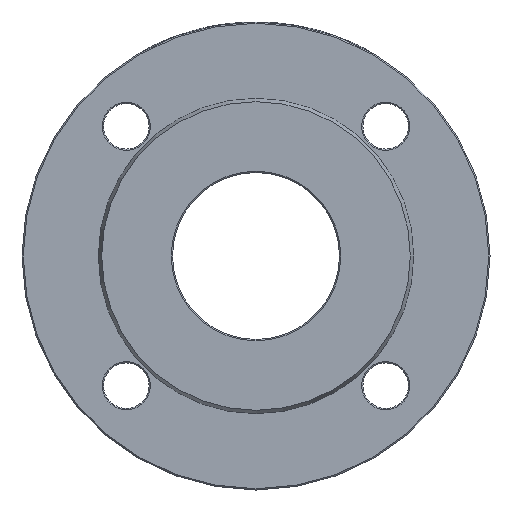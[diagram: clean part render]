
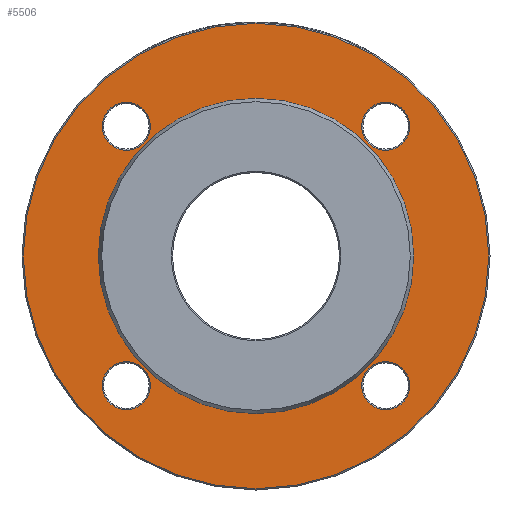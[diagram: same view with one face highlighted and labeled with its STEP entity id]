
A CAD part, left-side view. The second image highlights one B-rep face of the part: STEP entity #5506.
In plain terms, the highlighted planar face has unit normal (-1, 0, 0).
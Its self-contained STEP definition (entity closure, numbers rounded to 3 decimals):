
#5 = CIRCLE ( 'NONE', #5540, 92. ) ;
#14 = DIRECTION ( 'NONE',  ( 1., 0., 0. ) ) ;
#34 = VERTEX_POINT ( 'NONE', #2531 ) ;
#115 = AXIS2_PLACEMENT_3D ( 'NONE', #3197, #2663, #898 ) ;
#278 = DIRECTION ( 'NONE',  ( 1., 0., 0. ) ) ;
#310 = EDGE_CURVE ( 'NONE', #5260, #5260, #3697, .T. ) ;
#376 = EDGE_LOOP ( 'NONE', ( #4979 ) ) ;
#390 = CARTESIAN_POINT ( 'NONE',  ( 3., 0., 0. ) ) ;
#410 = DIRECTION ( 'NONE',  ( 1., 0., 0. ) ) ;
#485 = CIRCLE ( 'NONE', #115, 9.5 ) ;
#543 = EDGE_CURVE ( 'NONE', #651, #651, #485, .T. ) ;
#552 = CIRCLE ( 'NONE', #2727, 9.5 ) ;
#612 = CARTESIAN_POINT ( 'NONE',  ( 3., 60.765, 51.265 ) ) ;
#651 = VERTEX_POINT ( 'NONE', #2454 ) ;
#821 = DIRECTION ( 'NONE',  ( 0., 1., 0. ) ) ;
#862 = FACE_BOUND ( 'NONE', #2152, .T. ) ;
#898 = DIRECTION ( 'NONE',  ( 0., 0., -1. ) ) ;
#1209 = CARTESIAN_POINT ( 'NONE',  ( 3., -51.265, 51.265 ) ) ;
#1435 = FACE_BOUND ( 'NONE', #6133, .T. ) ;
#1518 = EDGE_CURVE ( 'NONE', #34, #34, #552, .T. ) ;
#1617 = EDGE_LOOP ( 'NONE', ( #5919 ) ) ;
#1680 = EDGE_CURVE ( 'NONE', #5944, #5944, #5, .T. ) ;
#1762 = CIRCLE ( 'NONE', #3101, 9.5 ) ;
#1808 = VERTEX_POINT ( 'NONE', #7101 ) ;
#1979 = DIRECTION ( 'NONE',  ( 1., 0., 0. ) ) ;
#2152 = EDGE_LOOP ( 'NONE', ( #3934 ) ) ;
#2364 = ORIENTED_EDGE ( 'NONE', *, *, #310, .T. ) ;
#2399 = DIRECTION ( 'NONE',  ( 0., 0., 1. ) ) ;
#2454 = CARTESIAN_POINT ( 'NONE',  ( 3., 51.265, -60.765 ) ) ;
#2472 = EDGE_CURVE ( 'NONE', #7061, #7061, #1762, .T. ) ;
#2531 = CARTESIAN_POINT ( 'NONE',  ( 3., -51.265, 60.765 ) ) ;
#2663 = DIRECTION ( 'NONE',  ( 1., 0., 0. ) ) ;
#2727 = AXIS2_PLACEMENT_3D ( 'NONE', #1209, #14, #2399 ) ;
#2732 = DIRECTION ( 'NONE',  ( 0., 0., -1. ) ) ;
#3101 = AXIS2_PLACEMENT_3D ( 'NONE', #6538, #1979, #821 ) ;
#3193 = PLANE ( 'NONE',  #4575 ) ;
#3197 = CARTESIAN_POINT ( 'NONE',  ( 3., 51.265, -51.265 ) ) ;
#3322 = CARTESIAN_POINT ( 'NONE',  ( 3., -51.265, -51.265 ) ) ;
#3697 = CIRCLE ( 'NONE', #6732, 9.5 ) ;
#3830 = FACE_BOUND ( 'NONE', #4517, .T. ) ;
#3934 = ORIENTED_EDGE ( 'NONE', *, *, #543, .T. ) ;
#4365 = DIRECTION ( 'NONE',  ( 0., 0., -1. ) ) ;
#4412 = DIRECTION ( 'NONE',  ( 0., 0., 1. ) ) ;
#4487 = EDGE_CURVE ( 'NONE', #1808, #1808, #4964, .T. ) ;
#4517 = EDGE_LOOP ( 'NONE', ( #2364 ) ) ;
#4575 = AXIS2_PLACEMENT_3D ( 'NONE', #6004, #278, #4365 ) ;
#4962 = ORIENTED_EDGE ( 'NONE', *, *, #2472, .T. ) ;
#4964 = CIRCLE ( 'NONE', #5335, 62.336 ) ;
#4979 = ORIENTED_EDGE ( 'NONE', *, *, #1680, .T. ) ;
#5260 = VERTEX_POINT ( 'NONE', #5870 ) ;
#5297 = CARTESIAN_POINT ( 'NONE',  ( 3., 0., -92. ) ) ;
#5335 = AXIS2_PLACEMENT_3D ( 'NONE', #5444, #7244, #4412 ) ;
#5435 = FACE_OUTER_BOUND ( 'NONE', #376, .T. ) ;
#5444 = CARTESIAN_POINT ( 'NONE',  ( 3., 0., 0. ) ) ;
#5506 = ADVANCED_FACE ( 'NONE', ( #3830, #1435, #6080, #862, #5435, #6117 ), #3193, .F. ) ;
#5540 = AXIS2_PLACEMENT_3D ( 'NONE', #390, #5731, #2732 ) ;
#5731 = DIRECTION ( 'NONE',  ( -1., 0., 0. ) ) ;
#5870 = CARTESIAN_POINT ( 'NONE',  ( 3., -60.765, -51.265 ) ) ;
#5919 = ORIENTED_EDGE ( 'NONE', *, *, #4487, .F. ) ;
#5944 = VERTEX_POINT ( 'NONE', #5297 ) ;
#5952 = ORIENTED_EDGE ( 'NONE', *, *, #1518, .T. ) ;
#6004 = CARTESIAN_POINT ( 'NONE',  ( 3., 62.336, 0. ) ) ;
#6080 = FACE_BOUND ( 'NONE', #6749, .T. ) ;
#6117 = FACE_BOUND ( 'NONE', #1617, .T. ) ;
#6133 = EDGE_LOOP ( 'NONE', ( #5952 ) ) ;
#6538 = CARTESIAN_POINT ( 'NONE',  ( 3., 51.265, 51.265 ) ) ;
#6732 = AXIS2_PLACEMENT_3D ( 'NONE', #3322, #410, #7213 ) ;
#6749 = EDGE_LOOP ( 'NONE', ( #4962 ) ) ;
#7061 = VERTEX_POINT ( 'NONE', #612 ) ;
#7101 = CARTESIAN_POINT ( 'NONE',  ( 3., 0., 62.336 ) ) ;
#7213 = DIRECTION ( 'NONE',  ( 0., -1., 0. ) ) ;
#7244 = DIRECTION ( 'NONE',  ( -1., 0., 0. ) ) ;
